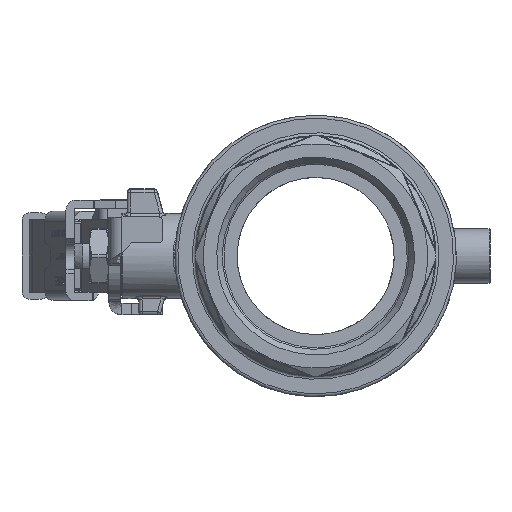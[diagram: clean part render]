
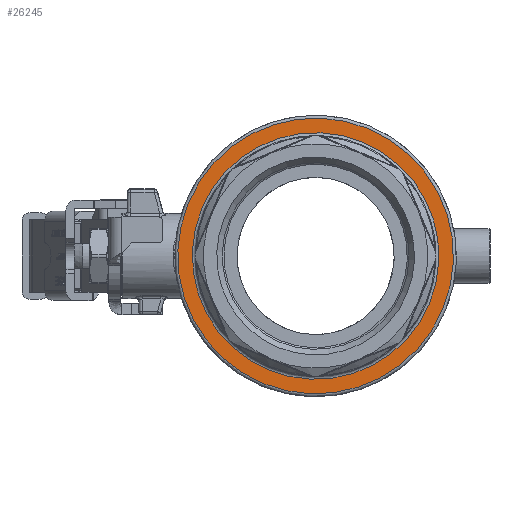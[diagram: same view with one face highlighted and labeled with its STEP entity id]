
A CAD part, left-side view. The second image highlights one B-rep face of the part: STEP entity #26245.
In plain terms, the highlighted planar face has unit normal (-1, 0, 0).
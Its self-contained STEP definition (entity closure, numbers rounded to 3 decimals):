
#6451=FACE_BOUND('',#8878,.T.);
#7300=FACE_OUTER_BOUND('',#8877,.T.);
#8877=EDGE_LOOP('',(#20812,#20813));
#8878=EDGE_LOOP('',(#20814,#20815));
#10183=CIRCLE('',#28369,42.1);
#10184=CIRCLE('',#28370,42.1);
#10186=CIRCLE('',#28373,37.65);
#10187=CIRCLE('',#28374,37.65);
#11622=VERTEX_POINT('',#47643);
#11623=VERTEX_POINT('',#47645);
#11624=VERTEX_POINT('',#47650);
#11625=VERTEX_POINT('',#47651);
#14894=EDGE_CURVE('',#11622,#11623,#10183,.T.);
#14895=EDGE_CURVE('',#11623,#11622,#10184,.T.);
#14897=EDGE_CURVE('',#11624,#11625,#10186,.T.);
#14898=EDGE_CURVE('',#11625,#11624,#10187,.T.);
#20812=ORIENTED_EDGE('',*,*,#14895,.F.);
#20813=ORIENTED_EDGE('',*,*,#14894,.F.);
#20814=ORIENTED_EDGE('',*,*,#14897,.F.);
#20815=ORIENTED_EDGE('',*,*,#14898,.F.);
#25009=PLANE('',#28372);
#26245=ADVANCED_FACE('',(#7300,#6451),#25009,.T.);
#28369=AXIS2_PLACEMENT_3D('',#47646,#32277,#32278);
#28370=AXIS2_PLACEMENT_3D('',#47647,#32279,#32280);
#28372=AXIS2_PLACEMENT_3D('',#47649,#32283,#32284);
#28373=AXIS2_PLACEMENT_3D('',#47652,#32285,#32286);
#28374=AXIS2_PLACEMENT_3D('',#47653,#32287,#32288);
#32277=DIRECTION('center_axis',(1.,0.,0.));
#32278=DIRECTION('ref_axis',(0.,-1.,0.));
#32279=DIRECTION('center_axis',(1.,0.,0.));
#32280=DIRECTION('ref_axis',(0.,-1.,0.));
#32283=DIRECTION('center_axis',(-1.,0.,0.));
#32284=DIRECTION('ref_axis',(0.,0.,1.));
#32285=DIRECTION('center_axis',(-1.,0.,0.));
#32286=DIRECTION('ref_axis',(0.,-1.,0.));
#32287=DIRECTION('center_axis',(-1.,0.,0.));
#32288=DIRECTION('ref_axis',(0.,-1.,0.));
#47643=CARTESIAN_POINT('',(0.,0.,42.1));
#47645=CARTESIAN_POINT('',(0.,42.1,0.));
#47646=CARTESIAN_POINT('Origin',(0.,0.,0.));
#47647=CARTESIAN_POINT('Origin',(0.,0.,0.));
#47649=CARTESIAN_POINT('Origin',(0.,39.875,0.));
#47650=CARTESIAN_POINT('',(0.,37.65,0.));
#47651=CARTESIAN_POINT('',(0.,0.,37.65));
#47652=CARTESIAN_POINT('Origin',(0.,0.,0.));
#47653=CARTESIAN_POINT('Origin',(0.,0.,0.));
